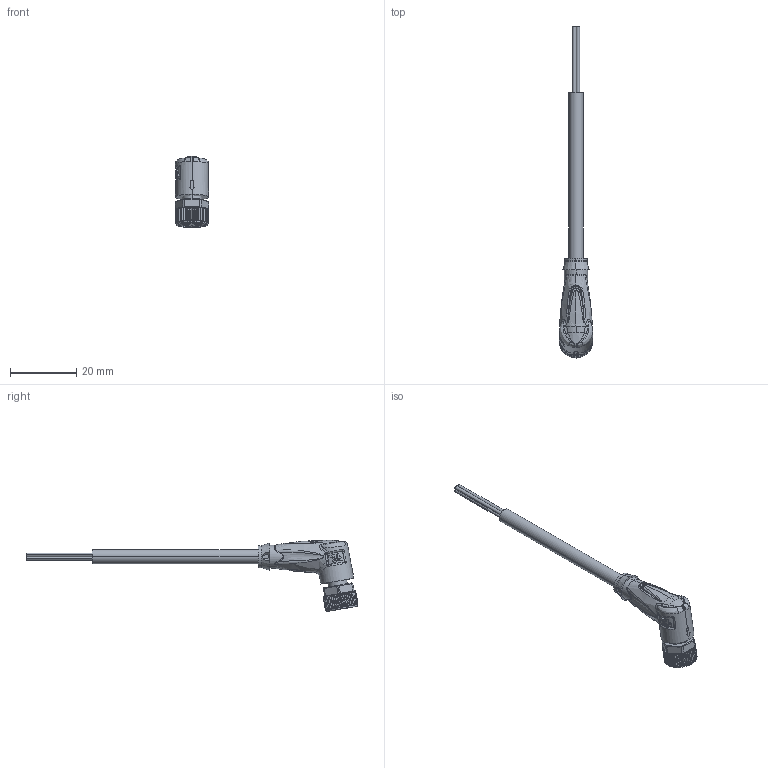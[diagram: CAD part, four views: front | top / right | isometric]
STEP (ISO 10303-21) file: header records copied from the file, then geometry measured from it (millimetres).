
FILE_DESCRIPTION(('STEP AP214'),'1');
FILE_NAME('cctmp_5AE3693A-87A1-4251-895E-09CBD3F2ADDB_2022_04_27_10_38_04_0823..stp','2022-04-27T08:38:11',('KiM GmbH'),('CADClick - www.CADClick.com'),'Spatial InterOp 3D postprocessed',' ','unknown authorization');
FILE_SCHEMA(('AUTOMOTIVE_DESIGN'));
Length unit declared in the file: millimetre
Products named in the file (8): T195455_1; Connection2; Cable; Connection1; Connection1_3; Connection1_2; Connection1_1; T195455
Assembly tree (7 placements, depth 4):
  T195455
    T195455_1
      Connection2
      Cable
      Connection1
        Connection1_3
        Connection1_2
        Connection1_1
Bounding box: 10 x 100.08 x 21.47 mm (x, y, z)
Volume: 3404.5 mm3; surface area: 3413.7 mm2
Topology: 12 solids, 14 shells, 976 faces, 2520 edges, 1583 vertices
Faces by surface type: plane 463, bspline 155, torus 136, cylinder 132, cone 74, extrusion 12, sphere 4
Entity records: 86363 total; most frequent: CARTESIAN_POINT 56440, ORIENTED_EDGE 5008, DIRECTION 4202, EDGE_CURVE 2508, STYLED_ITEM 2065, PRESENTATION_STYLE_ASSIGNMENT 2065, VERTEX_POINT 1583, AXIS2_PLACEMENT_3D 1476
